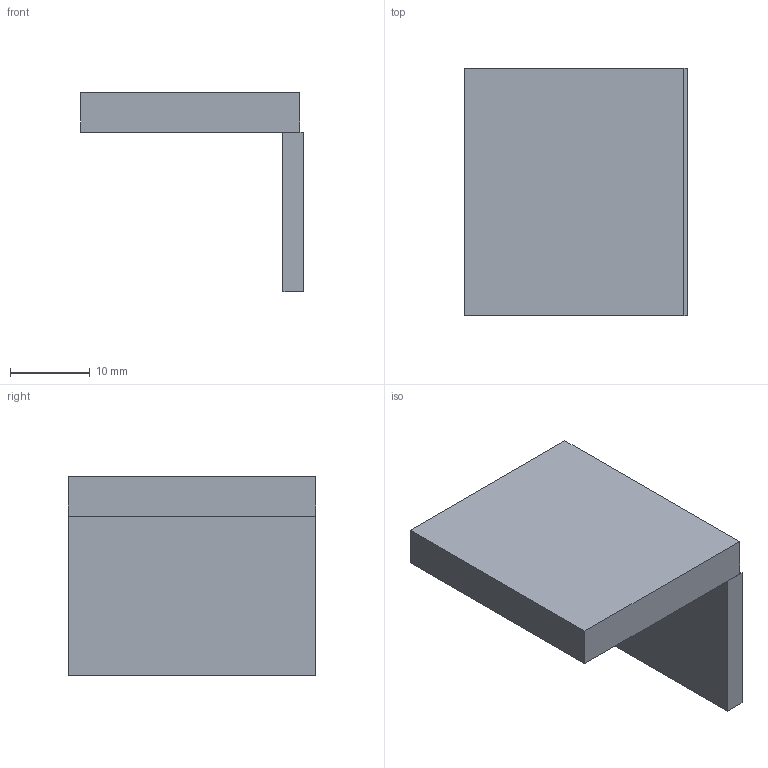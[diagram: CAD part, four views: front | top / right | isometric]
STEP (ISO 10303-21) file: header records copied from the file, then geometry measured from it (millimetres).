
FILE_DESCRIPTION(('FreeCAD Model'),'2;1');
FILE_NAME('Open CASCADE Shape Model','2024-07-11T05:46:43',('Author'),( ''),'Open CASCADE STEP processor 7.6','FreeCAD','Unknown');
FILE_SCHEMA(('AUTOMOTIVE_DESIGN { 1 0 10303 214 1 1 1 1 }'));
Length unit declared in the file: millimetre
Products named in the file (6): Unnamed; Body; Pad; Sketch; Pad002; Sketch001
Assembly tree (5 placements, depth 2):
  Unnamed
    Body
    Pad
    Sketch
    Pad002
    Sketch001
Bounding box: 27.91 x 31 x 25 mm (x, y, z)
Volume: 15937.1 mm3; surface area: 9604.4 mm2
Topology: 3 solids, 3 shells, 30 faces, 72 edges, 56 vertices
Faces by surface type: plane 30
Entity records: 995 total; most frequent: CARTESIAN_POINT 164, DIRECTION 144, ORIENTED_EDGE 128, LINE 72, VECTOR 72, EDGE_CURVE 64, VERTEX_POINT 40, AXIS2_PLACEMENT_3D 36
